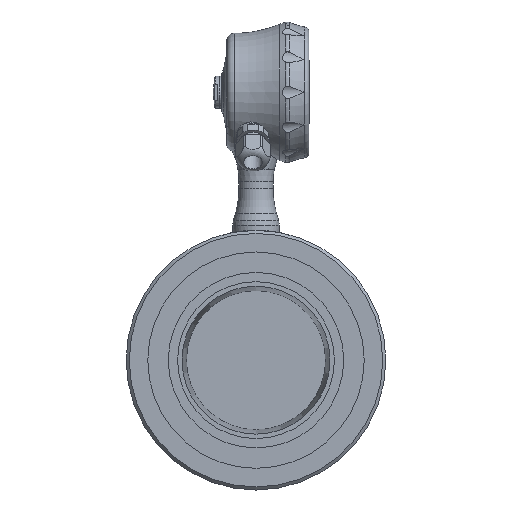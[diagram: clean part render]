
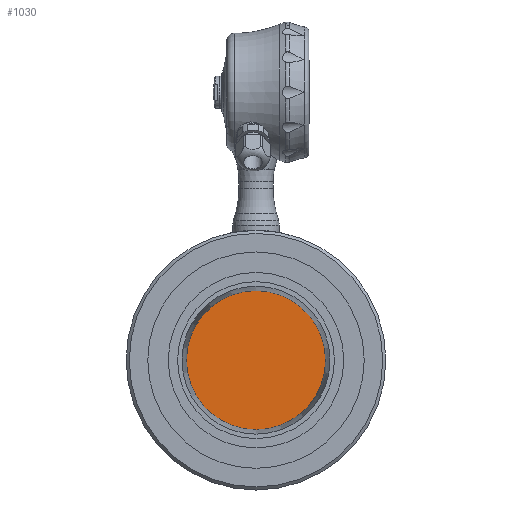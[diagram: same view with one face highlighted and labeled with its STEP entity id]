
A CAD part, front view. The second image highlights one B-rep face of the part: STEP entity #1030.
In plain terms, the highlighted planar face has unit normal (0, -1, 0).
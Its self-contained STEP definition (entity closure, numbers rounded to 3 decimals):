
#1030 = ADVANCED_FACE( '', ( #2375 ), #2376, .T. );
#2375 = FACE_OUTER_BOUND( '', #4266, .T. );
#2376 = PLANE( '', #4267 );
#4266 = EDGE_LOOP( '', ( #7859 ) );
#4267 = AXIS2_PLACEMENT_3D( '', #7860, #7861, #7862 );
#7859 = ORIENTED_EDGE( '', *, *, #11298, .T. );
#7860 = CARTESIAN_POINT( '', ( 0., -50., 0. ) );
#7861 = DIRECTION( '', ( 0., -1., 0. ) );
#7862 = DIRECTION( '', ( 0., 0., 1. ) );
#11298 = EDGE_CURVE( '', #13766, #13766, #13767, .T. );
#13766 = VERTEX_POINT( '', #19656 );
#13767 = CIRCLE( '', #19657, 45. );
#19656 = CARTESIAN_POINT( '', ( 0., -50., 45. ) );
#19657 = AXIS2_PLACEMENT_3D( '', #22494, #22495, #22496 );
#22494 = CARTESIAN_POINT( '', ( 0., -50., 0. ) );
#22495 = DIRECTION( '', ( 0., -1., 0. ) );
#22496 = DIRECTION( '', ( 0., 0., 1. ) );
